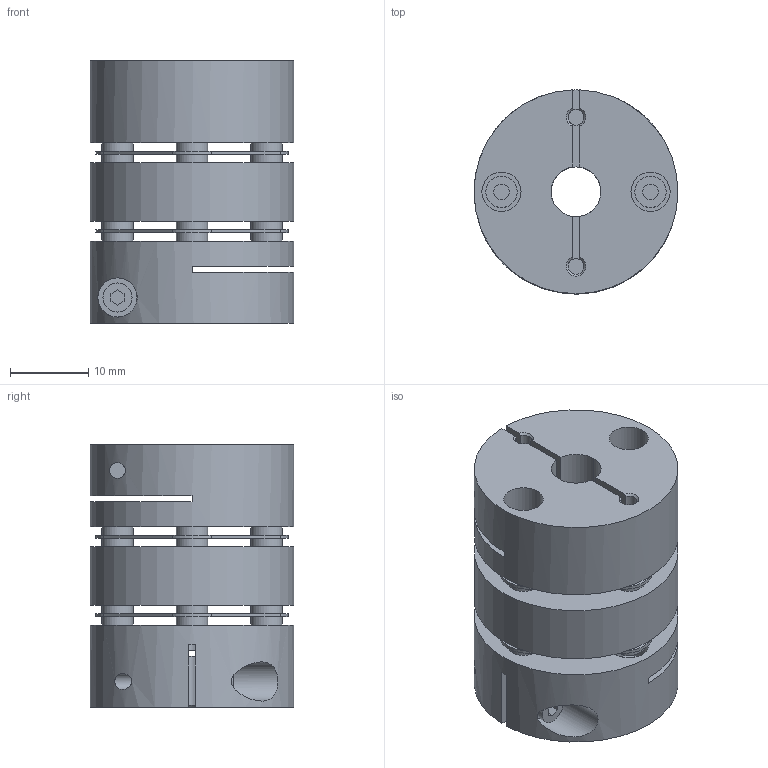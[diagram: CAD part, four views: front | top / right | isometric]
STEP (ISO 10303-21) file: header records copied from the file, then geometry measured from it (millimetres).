
FILE_DESCRIPTION( ( 'STEP AP214' ), '1' );
FILE_NAME( 'DEG11-D26-d6.35-e8.stp', '2021-06-16T03:15:18', ( '' ), ( '' ), ' ', 'PARTsolutions', ' ' );
FILE_SCHEMA( ( 'AUTOMOTIVE_DESIGN { 1 0 10303 214 1 1 1 1 }' ) );
Length unit declared in the file: millimetre
Products named in the file (1): _DEG11-D26-d6.35-e8
Bounding box: 26 x 26 x 33.5 mm (x, y, z)
Volume: 11957.1 mm3; surface area: 9359 mm2
Topology: 1 solids, 5 shells, 160 faces, 417 edges, 276 vertices
Faces by surface type: plane 89, cylinder 65, cone 6
Full cylindrical faces by diameter (mm): 2.013 x14, 3 x2, 3.704 x2, 4 x16, 5 x6, 6.35 x1, 8 x1, 12 x1, 12.5 x2, 26 x3
Entity records: 6094 total; most frequent: CARTESIAN_POINT 1039, DIRECTION 800, ORIENTED_EDGE 686, EDGE_CURVE 343, AXIS2_PLACEMENT_3D 318, EDGE_LOOP 268, VERTEX_POINT 257, FACE_OUTER_BOUND 206
